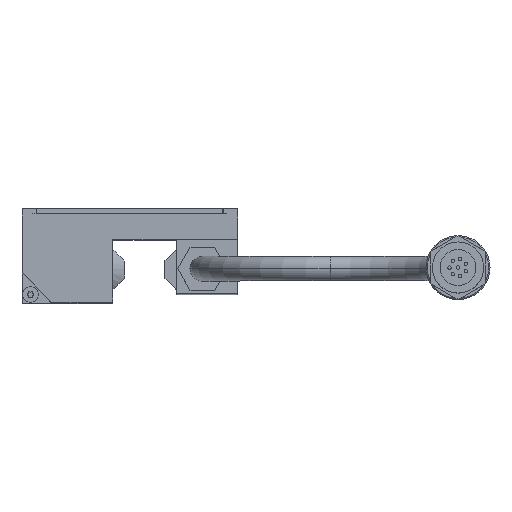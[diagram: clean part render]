
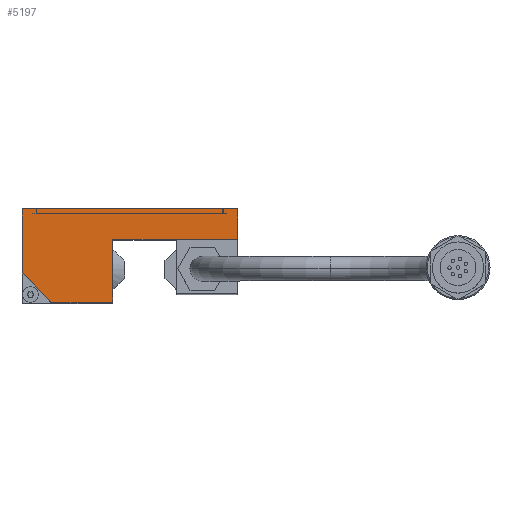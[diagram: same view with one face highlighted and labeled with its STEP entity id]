
A CAD part, top view. The second image highlights one B-rep face of the part: STEP entity #5197.
In plain terms, the highlighted planar face has unit normal (0, 0, 1).
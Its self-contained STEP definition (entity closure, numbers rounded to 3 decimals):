
#2093 = VERTEX_POINT( '', #6017 );
#2117 = EDGE_CURVE( '', #3877, #5047, #6044, .T. );
#2625 = VERTEX_POINT( '', #6603 );
#2663 = EDGE_CURVE( '', #5555, #2625, #6643, .T. );
#2881 = EDGE_CURVE( '', #5331, #3877, #6884, .T. );
#3679 = VERTEX_POINT( '', #7778 );
#3877 = VERTEX_POINT( '', #7996 );
#4081 = EDGE_CURVE( '', #2093, #5555, #8214, .T. );
#4421 = EDGE_CURVE( '', #5431, #2093, #8596, .T. );
#4687 = EDGE_CURVE( '', #5047, #5355, #8890, .T. );
#5047 = VERTEX_POINT( '', #9293 );
#5077 = VERTEX_POINT( '', #9327 );
#5097 = EDGE_CURVE( '', #5077, #3679, #9352, .T. );
#5167 = EDGE_CURVE( '', #5355, #5077, #9423, .T. );
#5177 = EDGE_CURVE( '', #3679, #5431, #9434, .T. );
#5187 = EDGE_CURVE( '', #2625, #5331, #9445, .T. );
#5197 = ADVANCED_FACE( '', ( #9459 ), #9460, .T. );
#5331 = VERTEX_POINT( '', #9604 );
#5355 = VERTEX_POINT( '', #9630 );
#5431 = VERTEX_POINT( '', #9714 );
#5555 = VERTEX_POINT( '', #9852 );
#6017 = CARTESIAN_POINT( '', ( -28.8, 8.95, 0. ) );
#6044 = LINE( '', #10428, #10429 );
#6603 = CARTESIAN_POINT( '', ( -7.6, 1.95, 0. ) );
#6643 = LINE( '', #11222, #11223 );
#6884 = LINE( '', #11558, #11559 );
#7778 = CARTESIAN_POINT( '', ( -28.7, 24., 0. ) );
#7996 = CARTESIAN_POINT( '', ( -7.5, 16.8, 0. ) );
#8214 = LINE( '', #13302, #13303 );
#8596 = LINE( '', #13814, #13815 );
#8890 = LINE( '', #14227, #14228 );
#9293 = CARTESIAN_POINT( '', ( 21.8, 16.8, 0. ) );
#9327 = CARTESIAN_POINT( '', ( 21.7, 24., 0. ) );
#9352 = LINE( '', #14821, #14822 );
#9423 = LINE( '', #14924, #14925 );
#9434 = LINE( '', #14939, #14940 );
#9445 = LINE( '', #14953, #14954 );
#9459 = FACE_OUTER_BOUND( '', #14969, .T. );
#9460 = PLANE( '', #14970 );
#9604 = CARTESIAN_POINT( '', ( -7.5, 2.05, 0. ) );
#9630 = CARTESIAN_POINT( '', ( 21.8, 23.9, 0. ) );
#9714 = CARTESIAN_POINT( '', ( -28.8, 23.9, 0. ) );
#9852 = CARTESIAN_POINT( '', ( -21.8, 1.95, 0. ) );
#10428 = CARTESIAN_POINT( '', ( -7.5, 16.8, 0. ) );
#10429 = VECTOR( '', #16190, 1. );
#11222 = CARTESIAN_POINT( '', ( -28.7, 1.95, 0. ) );
#11223 = VECTOR( '', #16902, 1. );
#11558 = CARTESIAN_POINT( '', ( -7.5, 2.05, 0. ) );
#11559 = VECTOR( '', #17170, 1. );
#13302 = CARTESIAN_POINT( '', ( -15.863, -3.988, 0. ) );
#13303 = VECTOR( '', #18813, 1. );
#13814 = CARTESIAN_POINT( '', ( -28.8, 23.9, 0. ) );
#13815 = VECTOR( '', #19284, 1. );
#14227 = CARTESIAN_POINT( '', ( 21.8, 4.15, 0. ) );
#14228 = VECTOR( '', #19655, 1. );
#14821 = CARTESIAN_POINT( '', ( 21.7, 24., 0. ) );
#14822 = VECTOR( '', #20260, 1. );
#14924 = CARTESIAN_POINT( '', ( 21.8, 23.9, 0. ) );
#14925 = VECTOR( '', #20299, 1. );
#14939 = CARTESIAN_POINT( '', ( -28.7, 24., 0. ) );
#14940 = VECTOR( '', #20309, 1. );
#14953 = CARTESIAN_POINT( '', ( -7.6, 1.95, 0. ) );
#14954 = VECTOR( '', #20321, 1. );
#14969 = EDGE_LOOP( '', ( #20349, #20350, #20351, #20352, #20353, #20354, #20355, #20356, #20357, #20358 ) );
#14970 = AXIS2_PLACEMENT_3D( '', #20359, #20360, #20361 );
#16190 = DIRECTION( '', ( 1., 0., 0. ) );
#16902 = DIRECTION( '', ( 1., 0., 0. ) );
#17170 = DIRECTION( '', ( 0., 1., 0. ) );
#18813 = DIRECTION( '', ( 0.707, -0.707, 0. ) );
#19284 = DIRECTION( '', ( 0., -1., 0. ) );
#19655 = DIRECTION( '', ( 0., 1., 0. ) );
#20260 = DIRECTION( '', ( -1., 0., 0. ) );
#20299 = DIRECTION( '', ( -0.707, 0.707, 0. ) );
#20309 = DIRECTION( '', ( -0.707, -0.707, 0. ) );
#20321 = DIRECTION( '', ( 0.707, 0.707, 0. ) );
#20349 = ORIENTED_EDGE( '', *, *, #4081, .T. );
#20350 = ORIENTED_EDGE( '', *, *, #2663, .T. );
#20351 = ORIENTED_EDGE( '', *, *, #5187, .T. );
#20352 = ORIENTED_EDGE( '', *, *, #2881, .T. );
#20353 = ORIENTED_EDGE( '', *, *, #2117, .T. );
#20354 = ORIENTED_EDGE( '', *, *, #4687, .T. );
#20355 = ORIENTED_EDGE( '', *, *, #5167, .T. );
#20356 = ORIENTED_EDGE( '', *, *, #5097, .T. );
#20357 = ORIENTED_EDGE( '', *, *, #5177, .T. );
#20358 = ORIENTED_EDGE( '', *, *, #4421, .T. );
#20359 = CARTESIAN_POINT( '', ( 0., 0., 0. ) );
#20360 = DIRECTION( '', ( 0., 0., 1. ) );
#20361 = DIRECTION( '', ( 1., 0., 0. ) );
